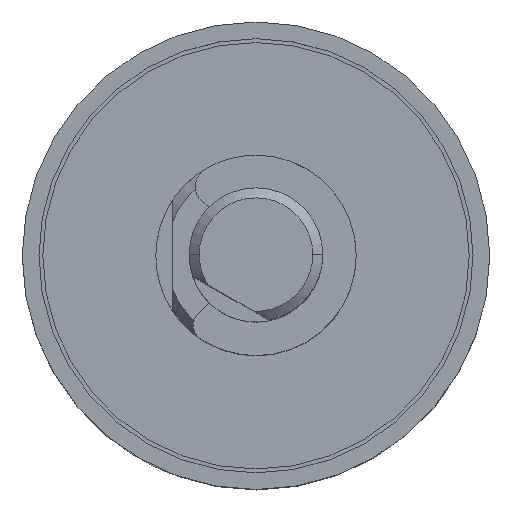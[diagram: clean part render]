
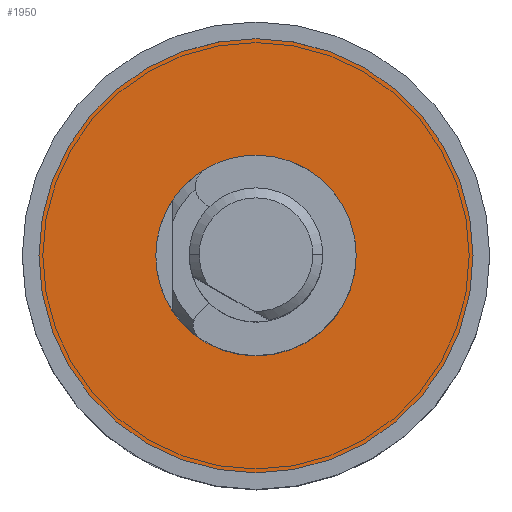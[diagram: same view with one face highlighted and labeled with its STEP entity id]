
A CAD part, top view. The second image highlights one B-rep face of the part: STEP entity #1950.
In plain terms, the highlighted planar face has unit normal (0, 0, 1).
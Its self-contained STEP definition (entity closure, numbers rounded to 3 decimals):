
#845 = CARTESIAN_POINT ( 'NONE',  ( -3., 0., 0.5 ) ) ;
#877 = DIRECTION ( 'NONE',  ( 1., 0., 0. ) ) ;
#1276 = EDGE_CURVE ( 'NONE', #6317, #1632, #3057, .T. ) ;
#1369 = ORIENTED_EDGE ( 'NONE', *, *, #3487, .T. ) ;
#1632 = VERTEX_POINT ( 'NONE', #845 ) ;
#1667 = EDGE_CURVE ( 'NONE', #2850, #7012, #9978, .T. ) ;
#1950 = ADVANCED_FACE ( 'NONE', ( #5306, #4081 ), #2112, .T. ) ;
#2112 = PLANE ( 'NONE',  #8369 ) ;
#2302 = DIRECTION ( 'NONE',  ( -1., 0., 0. ) ) ;
#2850 = VERTEX_POINT ( 'NONE', #4377 ) ;
#3057 = CIRCLE ( 'NONE', #5343, 3. ) ;
#3130 = CARTESIAN_POINT ( 'NONE',  ( 0., 0., 0.5 ) ) ;
#3487 = EDGE_CURVE ( 'NONE', #1632, #6317, #9566, .T. ) ;
#3885 = ORIENTED_EDGE ( 'NONE', *, *, #9814, .T. ) ;
#4081 = FACE_OUTER_BOUND ( 'NONE', #7887, .T. ) ;
#4219 = DIRECTION ( 'NONE',  ( 0., 0., 1. ) ) ;
#4377 = CARTESIAN_POINT ( 'NONE',  ( 6.5, 0., 0.5 ) ) ;
#4690 = CARTESIAN_POINT ( 'NONE',  ( -6.5, 0., 0.5 ) ) ;
#4842 = AXIS2_PLACEMENT_3D ( 'NONE', #6199, #5371, #5339 ) ;
#5306 = FACE_BOUND ( 'NONE', #9299, .T. ) ;
#5339 = DIRECTION ( 'NONE',  ( -1., 0., 0. ) ) ;
#5343 = AXIS2_PLACEMENT_3D ( 'NONE', #7037, #7766, #2302 ) ;
#5371 = DIRECTION ( 'NONE',  ( 0., 0., -1. ) ) ;
#5543 = ORIENTED_EDGE ( 'NONE', *, *, #1667, .T. ) ;
#5584 = DIRECTION ( 'NONE',  ( 0., 0., 1. ) ) ;
#5983 = DIRECTION ( 'NONE',  ( 1., 0., 0. ) ) ;
#6199 = CARTESIAN_POINT ( 'NONE',  ( 0., 0., 0.5 ) ) ;
#6220 = ORIENTED_EDGE ( 'NONE', *, *, #1276, .T. ) ;
#6317 = VERTEX_POINT ( 'NONE', #8086 ) ;
#7012 = VERTEX_POINT ( 'NONE', #4690 ) ;
#7037 = CARTESIAN_POINT ( 'NONE',  ( 0., 0., 0.5 ) ) ;
#7091 = CIRCLE ( 'NONE', #9366, 6.5 ) ;
#7195 = CARTESIAN_POINT ( 'NONE',  ( 0., 0., 0.5 ) ) ;
#7766 = DIRECTION ( 'NONE',  ( 0., 0., -1. ) ) ;
#7887 = EDGE_LOOP ( 'NONE', ( #5543, #3885 ) ) ;
#8086 = CARTESIAN_POINT ( 'NONE',  ( 3., 0., 0.5 ) ) ;
#8359 = AXIS2_PLACEMENT_3D ( 'NONE', #7195, #5584, #877 ) ;
#8369 = AXIS2_PLACEMENT_3D ( 'NONE', #9975, #9947, #5983 ) ;
#9299 = EDGE_LOOP ( 'NONE', ( #1369, #6220 ) ) ;
#9366 = AXIS2_PLACEMENT_3D ( 'NONE', #3130, #4219, #9632 ) ;
#9566 = CIRCLE ( 'NONE', #4842, 3. ) ;
#9632 = DIRECTION ( 'NONE',  ( 1., 0., 0. ) ) ;
#9814 = EDGE_CURVE ( 'NONE', #7012, #2850, #7091, .T. ) ;
#9947 = DIRECTION ( 'NONE',  ( 0., 0., 1. ) ) ;
#9975 = CARTESIAN_POINT ( 'NONE',  ( 3., 0., 0.5 ) ) ;
#9978 = CIRCLE ( 'NONE', #8359, 6.5 ) ;
